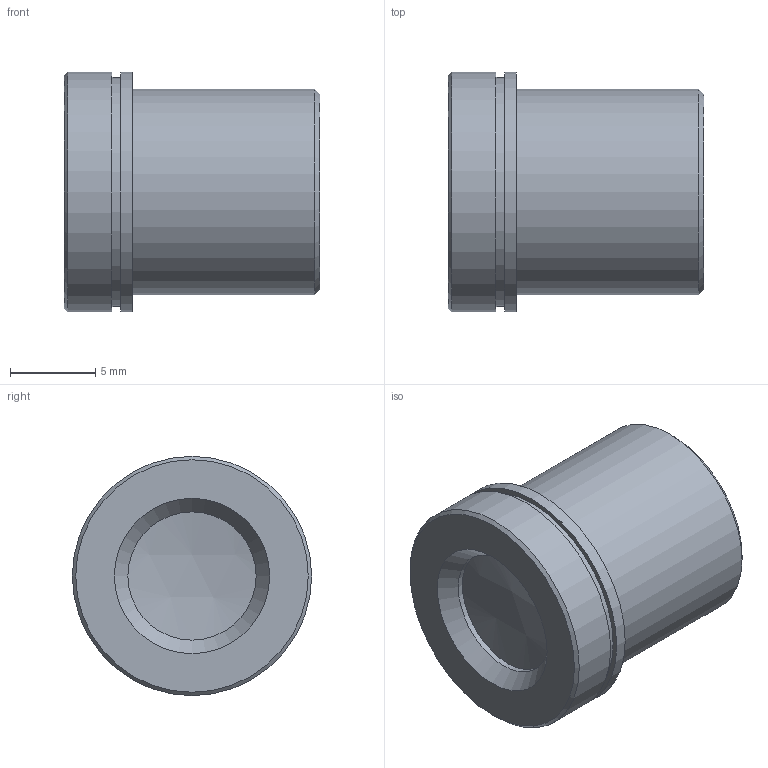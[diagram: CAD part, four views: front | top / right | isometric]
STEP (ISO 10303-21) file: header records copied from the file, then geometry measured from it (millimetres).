
FILE_DESCRIPTION (( 'STEP AP203' ), '1' );
FILE_NAME ('69255.step', '2011-06-03T20:07:00', ( 'EO' ), ( 'EO' ), 'SwSTEP 2.0', 'SolidWorks 2011', '' );
FILE_SCHEMA (( 'CONFIG_CONTROL_DESIGN' ));
Length unit declared in the file: millimetre
Products named in the file (1): 69255
Bounding box: 14.96 x 14 x 14 mm (x, y, z)
Volume: 1744.4 mm3; surface area: 940.3 mm2
Topology: 1 solids, 1 shells, 18 faces, 30 edges, 20 vertices
Faces by surface type: plane 6, cylinder 6, cone 4, sphere 2
Full cylindrical faces by diameter (mm): 7.1 x1, 7.5 x1, 12 x1, 13.4 x1, 14 x2
Entity records: 431 total; most frequent: DIRECTION 72, CARTESIAN_POINT 53, AXIS2_PLACEMENT_3D 36, EDGE_LOOP 34, ORIENTED_EDGE 34, FACE_OUTER_BOUND 24, ADVANCED_FACE 18, VERTEX_POINT 17
